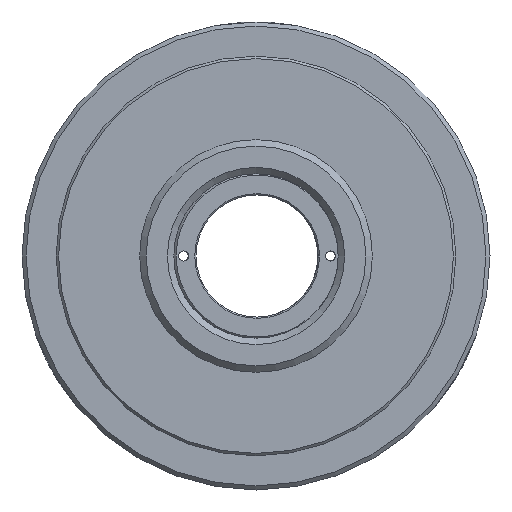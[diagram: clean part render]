
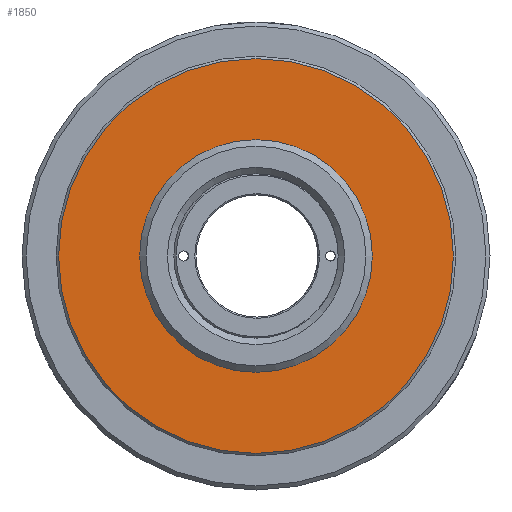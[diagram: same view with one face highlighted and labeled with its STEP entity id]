
A CAD part, front view. The second image highlights one B-rep face of the part: STEP entity #1850.
In plain terms, the highlighted planar face has unit normal (0, -1, 0).
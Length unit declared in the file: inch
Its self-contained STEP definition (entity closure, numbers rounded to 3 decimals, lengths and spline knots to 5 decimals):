
#1816=CARTESIAN_POINT('',(-0.66874,0.16885,0.30115));
#1817=VERTEX_POINT('',#1816);
#1818=CARTESIAN_POINT('',(0.00626,0.16885,0.30115));
#1819=DIRECTION('',(0.0,1.0,0.0));
#1820=DIRECTION('',(-1.0,0.0,0.0));
#1821=AXIS2_PLACEMENT_3D('',#1818,#1819,#1820);
#1822=CIRCLE('',#1821,0.675);
#1823=EDGE_CURVE('',#1817,#1817,#1822,.T.);
#1831=CARTESIAN_POINT('',(-0.93874,0.16885,0.30115));
#1832=DIRECTION('',(0.0,-1.0,0.0));
#1833=DIRECTION('',(0.0,0.0,1.0));
#1834=AXIS2_PLACEMENT_3D('',#1831,#1832,#1833);
#1835=PLANE('',#1834);
#1836=CARTESIAN_POINT('',(-1.20874,0.16885,0.30115));
#1837=VERTEX_POINT('',#1836);
#1838=CARTESIAN_POINT('',(0.00626,0.16885,0.30115));
#1839=DIRECTION('',(0.0,1.0,0.0));
#1840=DIRECTION('',(-1.0,0.0,0.0));
#1841=AXIS2_PLACEMENT_3D('',#1838,#1839,#1840);
#1842=CIRCLE('',#1841,1.215);
#1843=EDGE_CURVE('',#1837,#1837,#1842,.T.);
#1844=ORIENTED_EDGE('',*,*,#1843,.F.);
#1845=EDGE_LOOP('',(#1844));
#1846=FACE_OUTER_BOUND('',#1845,.T.);
#1847=ORIENTED_EDGE('',*,*,#1823,.T.);
#1848=EDGE_LOOP('',(#1847));
#1849=FACE_BOUND('',#1848,.T.);
#1850=ADVANCED_FACE('',(#1846,#1849),#1835,.T.);
